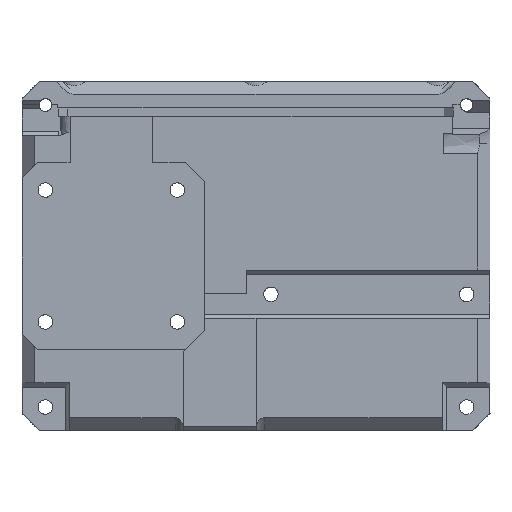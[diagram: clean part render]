
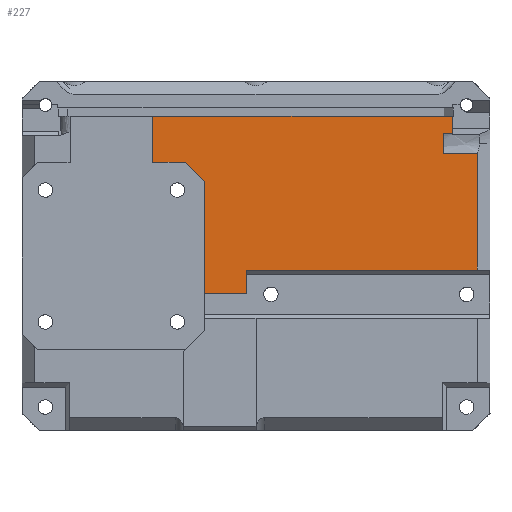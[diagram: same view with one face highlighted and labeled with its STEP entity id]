
A CAD part, top view. The second image highlights one B-rep face of the part: STEP entity #227.
In plain terms, the highlighted planar face has unit normal (0, 0, 1).
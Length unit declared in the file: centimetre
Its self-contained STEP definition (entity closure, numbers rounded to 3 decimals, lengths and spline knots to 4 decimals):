
#227=ADVANCED_FACE('',(#408),#3150,.T.);
#408=FACE_OUTER_BOUND('',#628,.T.);
#628=EDGE_LOOP('',(#1552,#1553,#1554,#1555,#1556,#1557,#1558,#1559,#1560,
#1561,#1562,#1563,#1564));
#1552=ORIENTED_EDGE('',*,*,#2116,.T.);
#1553=ORIENTED_EDGE('',*,*,#2071,.F.);
#1554=ORIENTED_EDGE('',*,*,#1856,.F.);
#1555=ORIENTED_EDGE('',*,*,#1895,.F.);
#1556=ORIENTED_EDGE('',*,*,#1893,.F.);
#1557=ORIENTED_EDGE('',*,*,#1815,.F.);
#1558=ORIENTED_EDGE('',*,*,#1740,.F.);
#1559=ORIENTED_EDGE('',*,*,#2057,.F.);
#1560=ORIENTED_EDGE('',*,*,#2110,.T.);
#1561=ORIENTED_EDGE('',*,*,#1810,.T.);
#1562=ORIENTED_EDGE('',*,*,#1860,.F.);
#1563=ORIENTED_EDGE('',*,*,#1865,.F.);
#1564=ORIENTED_EDGE('',*,*,#1861,.T.);
#1740=EDGE_CURVE('',#2736,#2737,#2408,.T.);
#1810=EDGE_CURVE('',#2816,#2817,#2470,.T.);
#1815=EDGE_CURVE('',#2737,#2821,#2475,.T.);
#1856=EDGE_CURVE('',#2861,#2860,#2508,.T.);
#1860=EDGE_CURVE('',#2865,#2817,#2512,.T.);
#1861=EDGE_CURVE('',#2864,#2866,#2172,.T.);
#1865=EDGE_CURVE('',#2864,#2865,#2514,.T.);
#1893=EDGE_CURVE('',#2821,#2883,#2535,.T.);
#1895=EDGE_CURVE('',#2883,#2861,#2537,.T.);
#2057=EDGE_CURVE('',#2959,#2736,#2600,.T.);
#2071=EDGE_CURVE('',#2860,#2969,#2605,.T.);
#2110=EDGE_CURVE('',#2959,#2816,#2628,.T.);
#2116=EDGE_CURVE('',#2866,#2969,#2634,.T.);
#2172=(
BOUNDED_CURVE()
B_SPLINE_CURVE(1,(#5584,#5585),.UNSPECIFIED.,.F.,.F.)
B_SPLINE_CURVE_WITH_KNOTS((2,2),(78.,80.2118),.UNSPECIFIED.)
CURVE()
GEOMETRIC_REPRESENTATION_ITEM()
RATIONAL_B_SPLINE_CURVE((1.,1.))
REPRESENTATION_ITEM('')
);
#2408=B_SPLINE_CURVE_WITH_KNOTS('',1,(#4991,#4992),.UNSPECIFIED.,.F.,.F.,
(2,2),(-3.291,-3.),.UNSPECIFIED.);
#2470=B_SPLINE_CURVE_WITH_KNOTS('',1,(#5335,#5336),.UNSPECIFIED.,.F.,.F.,
(2,2),(0.,27.3028),.UNSPECIFIED.);
#2475=B_SPLINE_CURVE_WITH_KNOTS('',1,(#5350,#5351),.UNSPECIFIED.,.F.,.F.,
(2,2),(6.7117,7.0222),.UNSPECIFIED.);
#2508=B_SPLINE_CURVE_WITH_KNOTS('',1,(#5574,#5575),.UNSPECIFIED.,.F.,.F.,
(2,2),(-6.12,-0.9883),.UNSPECIFIED.);
#2512=B_SPLINE_CURVE_WITH_KNOTS('',1,(#5582,#5583),.UNSPECIFIED.,.F.,.F.,
(2,2),(-11.,-3.),.UNSPECIFIED.);
#2514=B_SPLINE_CURVE_WITH_KNOTS('',1,(#5594,#5595),.UNSPECIFIED.,.F.,.F.,
(2,2),(0.,4.6944),.UNSPECIFIED.);
#2535=B_SPLINE_CURVE_WITH_KNOTS('',1,(#5736,#5737),.UNSPECIFIED.,.F.,.F.,
(2,2),(-150.0416,-149.6274),.UNSPECIFIED.);
#2537=B_SPLINE_CURVE_WITH_KNOTS('',1,(#5740,#5741),.UNSPECIFIED.,.F.,.F.,
(2,2),(-13.4544,-6.12),.UNSPECIFIED.);
#2600=B_SPLINE_CURVE_WITH_KNOTS('',1,(#6617,#6618),.UNSPECIFIED.,.F.,.F.,
(2,2),(24.3928,29.4938),.UNSPECIFIED.);
#2605=B_SPLINE_CURVE_WITH_KNOTS('',1,(#6687,#6688),.UNSPECIFIED.,.F.,.F.,
(2,2),(-70.474,-0.1),.UNSPECIFIED.);
#2628=B_SPLINE_CURVE_WITH_KNOTS('',1,(#6819,#6820),.UNSPECIFIED.,.F.,.F.,
(2,2),(-58.4426,-4.2426),.UNSPECIFIED.);
#2634=B_SPLINE_CURVE_WITH_KNOTS('',1,(#6831,#6832,#6833),.UNSPECIFIED.,
 .F.,.F.,(2,1,2),(-3.7028,0.1,0.3),
 .UNSPECIFIED.);
#2736=VERTEX_POINT('',#4413);
#2737=VERTEX_POINT('',#4414);
#2816=VERTEX_POINT('',#4493);
#2817=VERTEX_POINT('',#4494);
#2821=VERTEX_POINT('',#4498);
#2860=VERTEX_POINT('',#4537);
#2861=VERTEX_POINT('',#4538);
#2864=VERTEX_POINT('',#4541);
#2865=VERTEX_POINT('',#4542);
#2866=VERTEX_POINT('',#4543);
#2883=VERTEX_POINT('',#4560);
#2959=VERTEX_POINT('',#4636);
#2969=VERTEX_POINT('',#4646);
#3150=PLANE('',#3287);
#3287=AXIS2_PLACEMENT_3D('',#4251,#3407,$);
#3407=DIRECTION('',(0.,0.,1.));
#4251=CARTESIAN_POINT('',(9.7,50.8,-58.));
#4413=CARTESIAN_POINT('',(31.8,9.2044,-58.));
#4414=CARTESIAN_POINT('',(22.,9.2044,-58.));
#4493=CARTESIAN_POINT('',(86.,14.7,-58.));
#4494=CARTESIAN_POINT('',(86.,42.1028,-58.));
#4498=CARTESIAN_POINT('',(22.,35.4142,-58.));
#4537=CARTESIAN_POINT('',(9.7,50.8,-58.));
#4538=CARTESIAN_POINT('',(9.7,40.,-58.));
#4541=CARTESIAN_POINT('',(78.,46.7972,-58.));
#4542=CARTESIAN_POINT('',(78.,42.1028,-58.));
#4543=CARTESIAN_POINT('',(80.174,46.7972,-58.));
#4560=CARTESIAN_POINT('',(17.4142,40.,-58.));
#4636=CARTESIAN_POINT('',(31.8,14.7,-58.));
#4646=CARTESIAN_POINT('',(80.174,50.8,-58.));
#4991=CARTESIAN_POINT('',(31.8,9.2044,-58.));
#4992=CARTESIAN_POINT('',(22.,9.2044,-58.));
#5335=CARTESIAN_POINT('',(86.,14.7,-58.));
#5336=CARTESIAN_POINT('',(86.,42.1028,-58.));
#5350=CARTESIAN_POINT('',(22.,9.2044,-58.));
#5351=CARTESIAN_POINT('',(22.,35.4142,-58.));
#5574=CARTESIAN_POINT('',(9.7,40.,-58.));
#5575=CARTESIAN_POINT('',(9.7,50.8,-58.));
#5582=CARTESIAN_POINT('',(78.,42.1028,-58.));
#5583=CARTESIAN_POINT('',(86.,42.1028,-58.));
#5584=CARTESIAN_POINT('',(78.,46.7972,-58.));
#5585=CARTESIAN_POINT('',(80.174,46.7972,-58.));
#5594=CARTESIAN_POINT('',(78.,46.7972,-58.));
#5595=CARTESIAN_POINT('',(78.,42.1028,-58.));
#5736=CARTESIAN_POINT('',(22.,35.4142,-58.));
#5737=CARTESIAN_POINT('',(17.4142,40.,-58.));
#5740=CARTESIAN_POINT('',(17.4142,40.,-58.));
#5741=CARTESIAN_POINT('',(9.7,40.,-58.));
#6617=CARTESIAN_POINT('',(31.8,14.7,-58.));
#6618=CARTESIAN_POINT('',(31.8,9.2044,-58.));
#6687=CARTESIAN_POINT('',(9.7,50.8,-58.));
#6688=CARTESIAN_POINT('',(80.174,50.8,-58.));
#6819=CARTESIAN_POINT('',(31.8,14.7,-58.));
#6820=CARTESIAN_POINT('',(86.,14.7,-58.));
#6831=CARTESIAN_POINT('',(80.174,46.7972,-58.));
#6832=CARTESIAN_POINT('',(80.174,50.6,-58.));
#6833=CARTESIAN_POINT('',(80.174,50.8,-58.));
